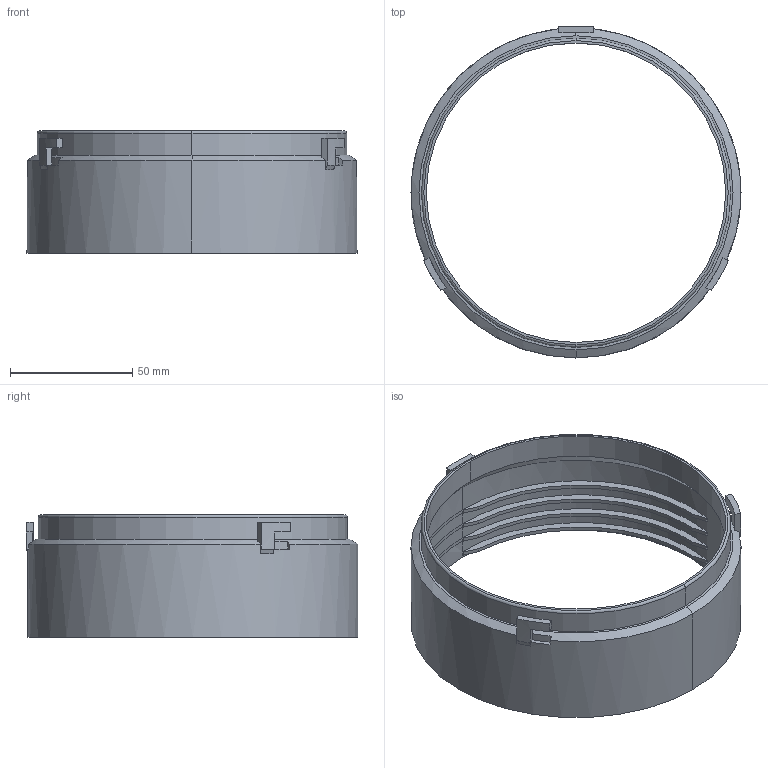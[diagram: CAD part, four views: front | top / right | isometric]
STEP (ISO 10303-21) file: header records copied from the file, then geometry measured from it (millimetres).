
FILE_DESCRIPTION(('CATIA V6 STEP'),'2;1');
FILE_NAME('connector_rev_July_2.stp','2020-07-02T15:31:44+00:00',('none'),('none'),'3DEXPERIENCE Platform3DEXPERIENCE R2017x HotFix 12','3DEXPERIENCE Platform STEP AP203','none');
FILE_SCHEMA(('CONFIG_CONTROL_DESIGN'));
Length unit declared in the file: millimetre
Products named in the file (1): 3D Shape00140037
Bounding box: 135 x 135.73 x 50 mm (x, y, z)
Volume: 48007.3 mm3; surface area: 49651.5 mm2
Topology: 1 solids, 1 shells, 108 faces, 291 edges, 188 vertices
Faces by surface type: plane 55, cylinder 23, bspline 21, cone 7, torus 2
Entity records: 3967 total; most frequent: CARTESIAN_POINT 1663, ORIENTED_EDGE 564, DIRECTION 297, EDGE_CURVE 282, VERTEX_POINT 177, VECTOR 132, LINE 132, AXIS2_PLACEMENT_3D 113
